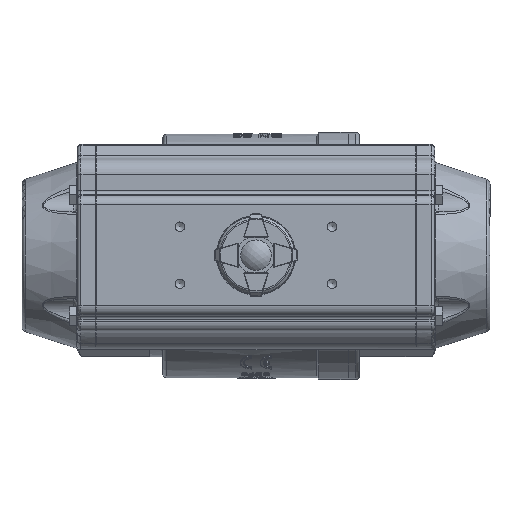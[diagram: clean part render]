
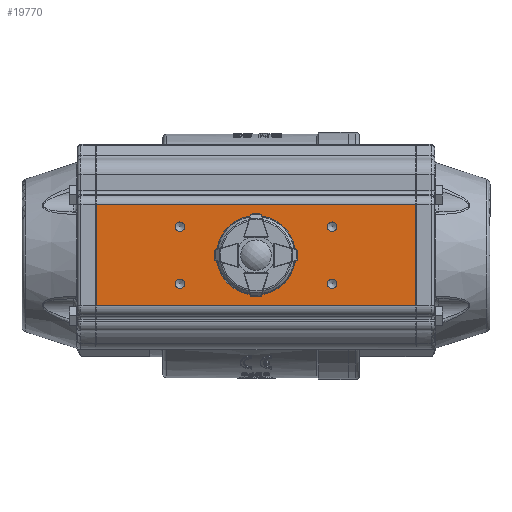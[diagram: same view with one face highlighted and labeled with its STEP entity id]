
A CAD part, top view. The second image highlights one B-rep face of the part: STEP entity #19770.
In plain terms, the highlighted face is planar.
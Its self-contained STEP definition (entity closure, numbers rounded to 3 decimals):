
#1393=LINE('',#42887,#2332);
#1394=LINE('',#42891,#2333);
#1443=LINE('',#42996,#2382);
#1444=LINE('',#42997,#2383);
#2332=VECTOR('',#26645,1000.);
#2333=VECTOR('',#26650,1000.);
#2382=VECTOR('',#26743,1000.);
#2383=VECTOR('',#26744,1000.);
#3521=PLANE('',#21871);
#7998=ORIENTED_EDGE('',*,*,#10580,.F.);
#7999=ORIENTED_EDGE('',*,*,#10633,.T.);
#8000=ORIENTED_EDGE('',*,*,#10582,.T.);
#8001=ORIENTED_EDGE('',*,*,#10634,.T.);
#8002=ORIENTED_EDGE('',*,*,#9815,.F.);
#8003=ORIENTED_EDGE('',*,*,#9813,.F.);
#8004=ORIENTED_EDGE('',*,*,#9811,.F.);
#8005=ORIENTED_EDGE('',*,*,#9809,.F.);
#8006=ORIENTED_EDGE('',*,*,#9835,.T.);
#9809=EDGE_CURVE('',#11751,#11751,#12893,.T.);
#9811=EDGE_CURVE('',#11754,#11754,#12895,.T.);
#9813=EDGE_CURVE('',#11757,#11757,#12897,.T.);
#9815=EDGE_CURVE('',#11760,#11760,#12899,.T.);
#9835=EDGE_CURVE('',#11788,#11788,#12919,.T.);
#10580=EDGE_CURVE('',#12274,#12275,#1393,.T.);
#10582=EDGE_CURVE('',#12276,#12277,#1394,.T.);
#10633=EDGE_CURVE('',#12274,#12276,#1443,.T.);
#10634=EDGE_CURVE('',#12277,#12275,#1444,.T.);
#11751=VERTEX_POINT('',#36564);
#11754=VERTEX_POINT('',#36571);
#11757=VERTEX_POINT('',#36578);
#11760=VERTEX_POINT('',#36585);
#11788=VERTEX_POINT('',#36651);
#12274=VERTEX_POINT('',#42886);
#12275=VERTEX_POINT('',#42888);
#12276=VERTEX_POINT('',#42892);
#12277=VERTEX_POINT('',#42893);
#12893=CIRCLE('',#21224,2.5);
#12895=CIRCLE('',#21228,2.5);
#12897=CIRCLE('',#21232,2.5);
#12899=CIRCLE('',#21236,2.5);
#12919=CIRCLE('',#21274,17.3);
#14630=EDGE_LOOP('',(#7998,#7999,#8000,#8001));
#14631=EDGE_LOOP('',(#8002));
#14632=EDGE_LOOP('',(#8003));
#14633=EDGE_LOOP('',(#8004));
#14634=EDGE_LOOP('',(#8005));
#14635=EDGE_LOOP('',(#8006));
#16083=FACE_BOUND('',#14630,.T.);
#16084=FACE_BOUND('',#14631,.T.);
#16085=FACE_BOUND('',#14632,.T.);
#16086=FACE_BOUND('',#14633,.T.);
#16087=FACE_BOUND('',#14634,.T.);
#16088=FACE_BOUND('',#14635,.T.);
#19770=ADVANCED_FACE('',(#16083,#16084,#16085,#16086,#16087,#16088),#3521,
 .F.);
#21224=AXIS2_PLACEMENT_3D('',#36563,#25145,#25146);
#21228=AXIS2_PLACEMENT_3D('',#36570,#25153,#25154);
#21232=AXIS2_PLACEMENT_3D('',#36577,#25161,#25162);
#21236=AXIS2_PLACEMENT_3D('',#36584,#25169,#25170);
#21274=AXIS2_PLACEMENT_3D('',#36650,#25245,#25246);
#21871=AXIS2_PLACEMENT_3D('',#42995,#26741,#26742);
#25145=DIRECTION('',(0.,1.,0.));
#25146=DIRECTION('',(0.,0.,1.));
#25153=DIRECTION('',(0.,1.,0.));
#25154=DIRECTION('',(0.,0.,1.));
#25161=DIRECTION('',(0.,1.,0.));
#25162=DIRECTION('',(0.,0.,1.));
#25169=DIRECTION('',(0.,1.,0.));
#25170=DIRECTION('',(0.,0.,1.));
#25245=DIRECTION('',(0.,-1.,0.));
#25246=DIRECTION('',(-1.,0.,0.));
#26645=DIRECTION('',(0.,0.,-1.));
#26650=DIRECTION('',(0.,0.,-1.));
#26741=DIRECTION('',(0.,-1.,0.));
#26742=DIRECTION('',(-1.,0.,0.));
#26743=DIRECTION('',(1.,0.,0.));
#26744=DIRECTION('',(-1.,0.,0.));
#36563=CARTESIAN_POINT('',(15.,58.,40.));
#36564=CARTESIAN_POINT('',(15.,58.,42.5));
#36570=CARTESIAN_POINT('',(-15.,58.,40.));
#36571=CARTESIAN_POINT('',(-15.,58.,42.5));
#36577=CARTESIAN_POINT('',(15.,58.,-40.));
#36578=CARTESIAN_POINT('',(15.,58.,-37.5));
#36584=CARTESIAN_POINT('',(-15.,58.,-40.));
#36585=CARTESIAN_POINT('',(-15.,58.,-37.5));
#36650=CARTESIAN_POINT('',(0.,58.,0.));
#36651=CARTESIAN_POINT('',(-17.3,58.,0.));
#42886=CARTESIAN_POINT('',(-26.566,58.,84.));
#42887=CARTESIAN_POINT('',(-26.566,58.,84.5));
#42888=CARTESIAN_POINT('',(-26.566,58.,-84.));
#42891=CARTESIAN_POINT('',(26.566,58.,84.5));
#42892=CARTESIAN_POINT('',(26.566,58.,84.));
#42893=CARTESIAN_POINT('',(26.566,58.,-84.));
#42995=CARTESIAN_POINT('',(26.566,58.,84.5));
#42996=CARTESIAN_POINT('',(26.566,58.,84.));
#42997=CARTESIAN_POINT('',(26.566,58.,-84.));
